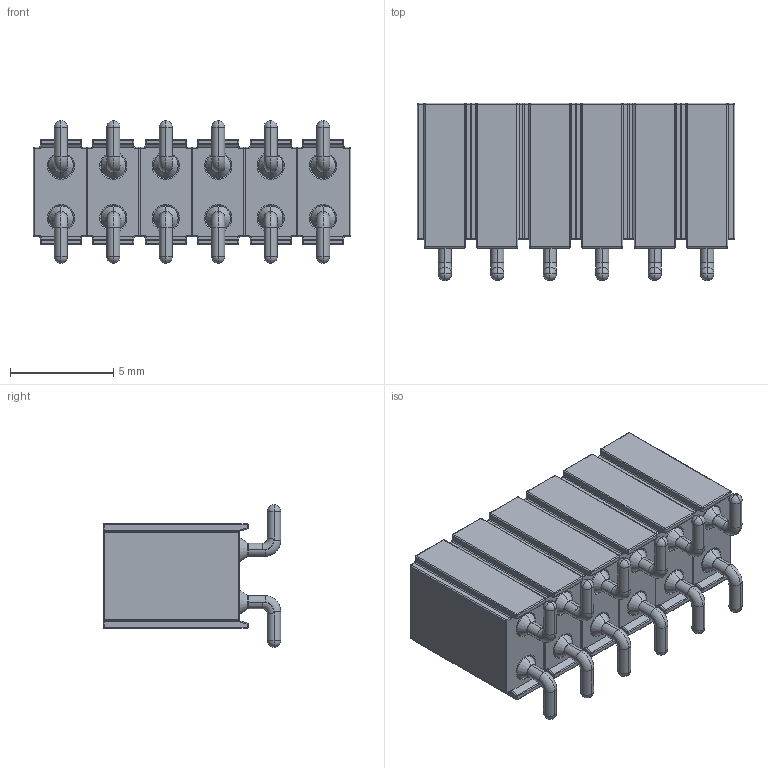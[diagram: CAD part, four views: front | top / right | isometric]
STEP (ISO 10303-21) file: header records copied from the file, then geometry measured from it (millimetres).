
FILE_DESCRIPTION (( 'STEP AP214' ), '1' );
FILE_NAME ('803-xx-012-30-001000.STEP', '2018-07-31T14:37:20', ( '' ), ( '' ), 'SwSTEP 2.0', 'SolidWorks 2014', '' );
FILE_SCHEMA (( 'AUTOMOTIVE_DESIGN' ));
Length unit declared in the file: millimetre
Products named in the file (2): 803-xx-002-30-001000; 803-xx-012-30-001000
Assembly tree (6 placements, depth 2):
  803-xx-012-30-001000
    803-xx-002-30-001000  x6
Bounding box: 15.4 x 8.59 x 6.91 mm (x, y, z)
Volume: 492.4 mm3; surface area: 1812.3 mm2
Topology: 30 solids, 30 shells, 2376 faces, 5514 edges, 3054 vertices
Faces by surface type: cylinder 636, bspline 504, torus 456, cone 312, plane 300, sphere 168
Entity records: 16432 total; most frequent: CARTESIAN_POINT 4725, ORIENTED_EDGE 1774, DIRECTION 1734, EDGE_CURVE 887, AXIS2_PLACEMENT_3D 762, VERTEX_POINT 509, CIRCLE 441, EDGE_LOOP 412
